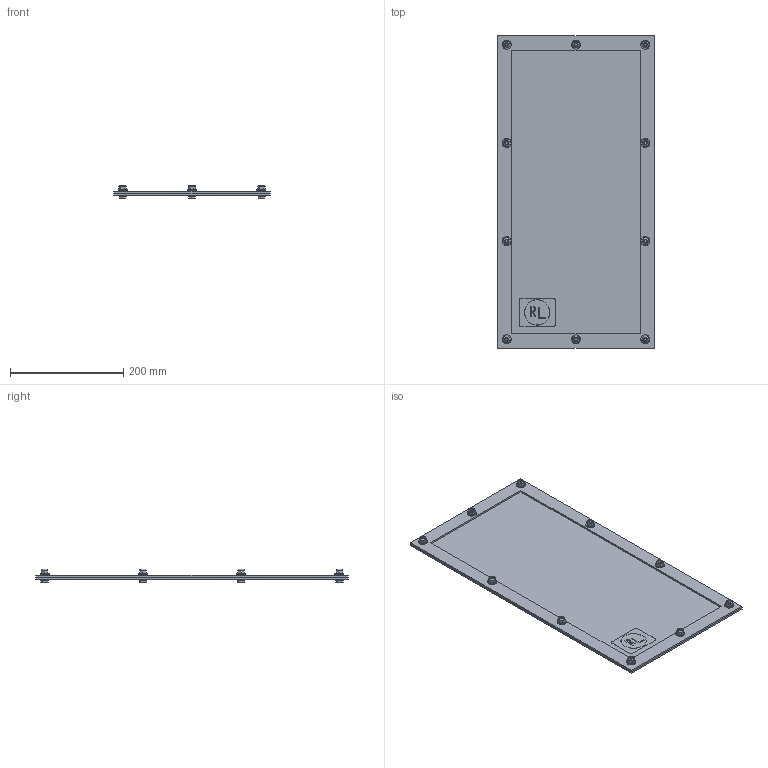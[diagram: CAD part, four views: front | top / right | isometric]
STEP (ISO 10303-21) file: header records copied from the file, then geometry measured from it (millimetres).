
FILE_DESCRIPTION(/* description */ ('21-3/4" X 10-29/32" DRIVE COVER PLATE'),/* implementation_level */ '2;1');
FILE_NAME(/* name */ 'DF36CVP.stp',/* time_stamp */ '2017-09-06T13:48:19+05:00',/* author */ ('vdas'),/* organization */ (''),/* preprocessor_version */ 'ST-DEVELOPER v16.1',/* originating_system */ 'Autodesk Inventor 2016',/* authorisation */ '');
FILE_SCHEMA (('AUTOMOTIVE_DESIGN { 1 0 10303 214 3 1 1 }'));
Length unit declared in the file: inch
Products named in the file (9): DF36CVP; DF36CVPGSKT; 30221; 3905; 3907; 34929; 10 GA TO 14 GA w 0.125 Comp; 34466; DF36CVP_1
Assembly tree (17 placements, depth 3):
  DF36CVP_1
    DF36CVP
    DF36CVPGSKT
    10 GA TO 14 GA w 0.125 Comp  x10
      30221
      3905
      3907
      34929
    34466
Bounding box: 277.02 x 552.45 x 24.22 mm (x, y, z)
Volume: 633030.3 mm3; surface area: 429261.7 mm2
Topology: 43 solids, 43 shells, 602 faces, 1293 edges, 802 vertices
Faces by surface type: plane 324, cylinder 128, cone 110, bspline 20, torus 20
Full cylindrical faces by diameter (mm): 4.978 x10, 5.556 x10, 5.969 x10, 6.35 x10, 6.985 x10, 7.144 x10, 7.366 x10, 11.049 x10, 11.125 x10, 15.24 x10, 15.875 x10, 16.51 x10, 44.45 x1, 44.958 x1
Entity records: 3887 total; most frequent: CARTESIAN_POINT 696, DIRECTION 623, ORIENTED_EDGE 506, EDGE_CURVE 253, AXIS2_PLACEMENT_3D 247, EDGE_LOOP 219, VERTEX_POINT 188, LINE 129
